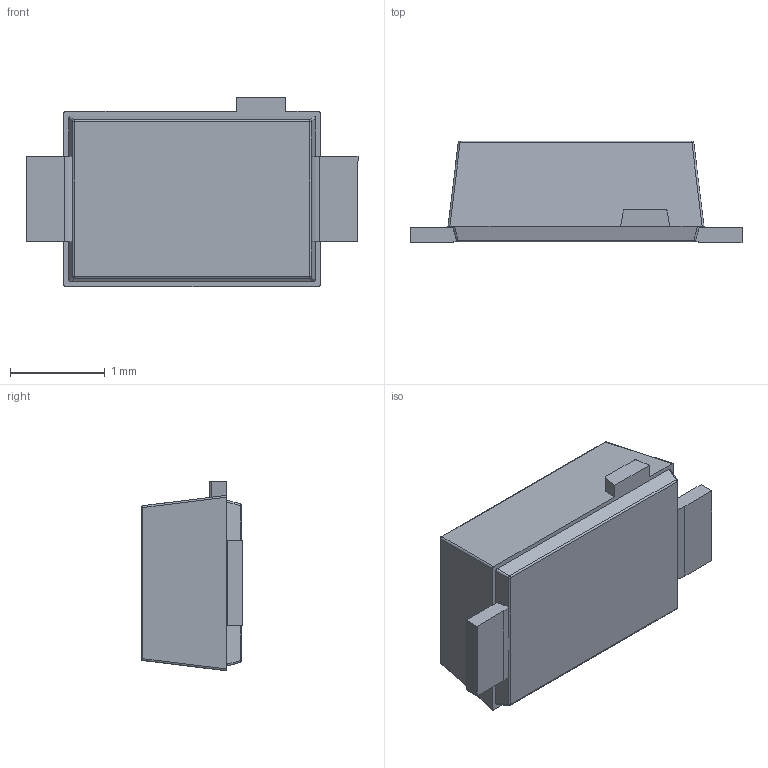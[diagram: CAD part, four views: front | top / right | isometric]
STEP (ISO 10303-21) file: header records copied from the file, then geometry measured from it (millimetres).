
FILE_DESCRIPTION(('FreeCAD Model'),'2;1');
FILE_NAME('Open CASCADE Shape Model','2021-09-03T20:25:05',('Author'),( ''),'Open CASCADE STEP processor 7.5','FreeCAD','Unknown');
FILE_SCHEMA(('AUTOMOTIVE_DESIGN { 1 0 10303 214 1 1 1 1 }'));
Length unit declared in the file: millimetre
Products named in the file (4): SOD123W step; SOD123W Lower body; SOD123W Lead; SOD123W Upper body
Assembly tree (4 placements, depth 2):
  SOD123W step
    SOD123W Lower body
    SOD123W Lead  x2
    SOD123W Upper body
Bounding box: 3.5 x 1.07 x 2 mm (x, y, z)
Volume: 4.9 mm3; surface area: 33.6 mm2
Topology: 4 solids, 4 shells, 131 faces, 344 edges, 216 vertices
Faces by surface type: plane 71, cylinder 52, sphere 8
Entity records: 3737 total; most frequent: CARTESIAN_POINT 650, DIRECTION 620, ORIENTED_EDGE 600, EDGE_CURVE 300, AXIS2_PLACEMENT_3D 210, LINE 200, VECTOR 200, VERTEX_POINT 192
